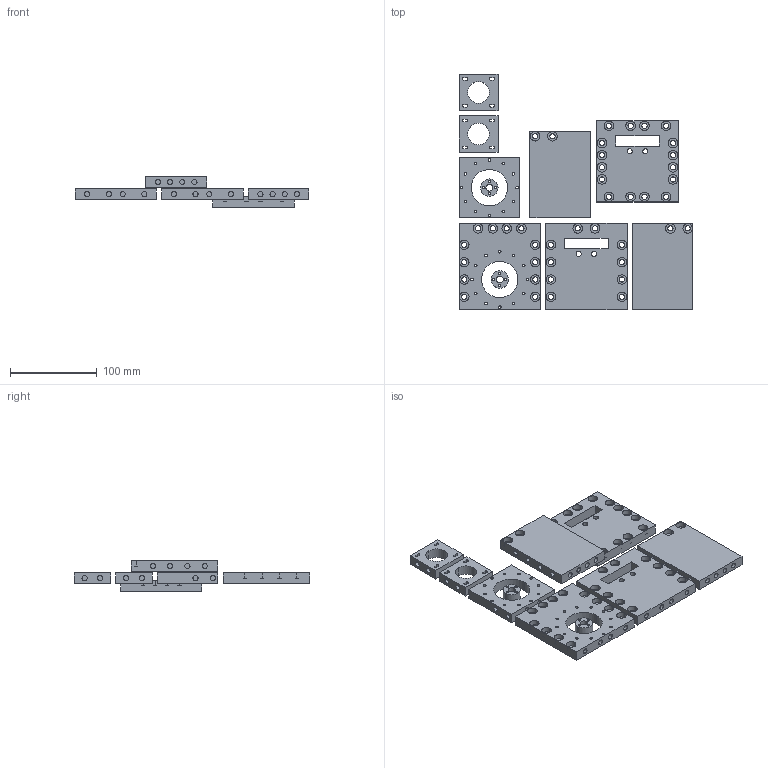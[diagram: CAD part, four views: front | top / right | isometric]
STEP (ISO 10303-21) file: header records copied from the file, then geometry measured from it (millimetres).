
FILE_DESCRIPTION (( 'STEP AP214' ), '1' );
FILE_NAME ('µç»ú°å.STEP', '2023-09-04T08:11:17', ( '' ), ( '' ), 'SwSTEP 2.0', 'SolidWorks 2020', '' );
FILE_SCHEMA (( 'AUTOMOTIVE_DESIGN' ));
Length unit declared in the file: millimetre
Products named in the file (9): 萇儂啣; ヶ結啣; 萇儂釱; 菁窒結啣; 薊粣ん; 酘耜結啣; 喪冪蟀諉啣; 衵耜結啣; 喪帠蟀諉啣
Assembly tree (10 placements, depth 2):
  萇儂啣
    喪冪蟀諉啣
    喪帠蟀諉啣
    ヶ結啣
    酘耜結啣
    薊粣ん  x2
    萇儂釱  x2
    衵耜結啣
    菁窒結啣
Bounding box: 270 x 272 x 35.08 mm (x, y, z)
Volume: 501207.4 mm3; surface area: 156148.2 mm2
Topology: 10 solids, 10 shells, 528 faces, 1260 edges, 840 vertices
Faces by surface type: cylinder 364, plane 164
Entity records: 15032 total; most frequent: DIRECTION 2816, CARTESIAN_POINT 2407, ORIENTED_EDGE 2292, AXIS2_PLACEMENT_3D 1173, EDGE_CURVE 1146, VERTEX_POINT 764, EDGE_LOOP 738, CIRCLE 676
